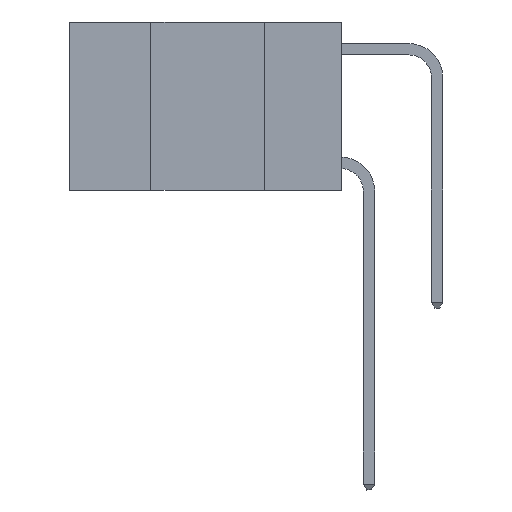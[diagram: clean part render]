
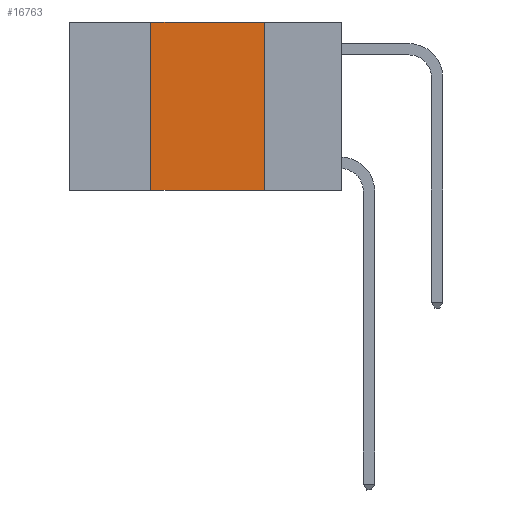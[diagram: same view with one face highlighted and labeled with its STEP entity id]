
A CAD part, left-side view. The second image highlights one B-rep face of the part: STEP entity #16763.
In plain terms, the highlighted planar face has unit normal (-1, 0, 0).
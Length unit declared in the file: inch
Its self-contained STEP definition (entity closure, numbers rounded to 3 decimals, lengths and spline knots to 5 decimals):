
#718 = VERTEX_POINT ( 'NONE', #16625 ) ;
#791 = CARTESIAN_POINT ( 'NONE',  ( 0., 0.17, 0. ) ) ;
#877 = LINE ( 'NONE', #9288, #7938 ) ;
#1231 = VERTEX_POINT ( 'NONE', #9851 ) ;
#1343 = DIRECTION ( 'NONE',  ( 1., 0., 0. ) ) ;
#2065 = DIRECTION ( 'NONE',  ( 0., 0., -1. ) ) ;
#2407 = CARTESIAN_POINT ( 'NONE',  ( 0., 0.42, -0.37 ) ) ;
#2693 = FACE_OUTER_BOUND ( 'NONE', #16590, .T. ) ;
#2737 = EDGE_CURVE ( 'NONE', #9153, #718, #13084, .T. ) ;
#3076 = AXIS2_PLACEMENT_3D ( 'NONE', #13722, #1343, #12453 ) ;
#3459 = LINE ( 'NONE', #8597, #12063 ) ;
#3868 = DIRECTION ( 'NONE',  ( 0., -1., 0. ) ) ;
#4322 = EDGE_CURVE ( 'NONE', #1231, #9153, #877, .T. ) ;
#4338 = VERTEX_POINT ( 'NONE', #2407 ) ;
#4776 = EDGE_CURVE ( 'NONE', #4338, #1231, #11972, .T. ) ;
#4815 = DIRECTION ( 'NONE',  ( 0., -1., 0. ) ) ;
#5369 = CARTESIAN_POINT ( 'NONE',  ( 0., 0.17, 0. ) ) ;
#5635 = VECTOR ( 'NONE', #2065, 39.37008 ) ;
#7938 = VECTOR ( 'NONE', #3868, 39.37008 ) ;
#8198 = PLANE ( 'NONE',  #3076 ) ;
#8493 = CARTESIAN_POINT ( 'NONE',  ( 0., 0.42, 0. ) ) ;
#8597 = CARTESIAN_POINT ( 'NONE',  ( 0., 0.6, -0.37 ) ) ;
#9153 = VERTEX_POINT ( 'NONE', #5369 ) ;
#9288 = CARTESIAN_POINT ( 'NONE',  ( 0., 0.6, 0. ) ) ;
#9351 = VECTOR ( 'NONE', #10050, 39.37008 ) ;
#9851 = CARTESIAN_POINT ( 'NONE',  ( 0., 0.42, 0. ) ) ;
#10050 = DIRECTION ( 'NONE',  ( 0., 0., 1. ) ) ;
#10590 = EDGE_CURVE ( 'NONE', #4338, #718, #3459, .T. ) ;
#11972 = LINE ( 'NONE', #8493, #9351 ) ;
#12063 = VECTOR ( 'NONE', #4815, 39.37008 ) ;
#12453 = DIRECTION ( 'NONE',  ( 0., 0., -1. ) ) ;
#13084 = LINE ( 'NONE', #791, #5635 ) ;
#13722 = CARTESIAN_POINT ( 'NONE',  ( 0., 0.6, 0. ) ) ;
#14212 = ORIENTED_EDGE ( 'NONE', *, *, #2737, .F. ) ;
#14475 = ORIENTED_EDGE ( 'NONE', *, *, #4776, .F. ) ;
#15124 = ORIENTED_EDGE ( 'NONE', *, *, #10590, .T. ) ;
#16590 = EDGE_LOOP ( 'NONE', ( #14212, #16981, #14475, #15124 ) ) ;
#16625 = CARTESIAN_POINT ( 'NONE',  ( 0., 0.17, -0.37 ) ) ;
#16763 = ADVANCED_FACE ( 'NONE', ( #2693 ), #8198, .F. ) ;
#16981 = ORIENTED_EDGE ( 'NONE', *, *, #4322, .F. ) ;
